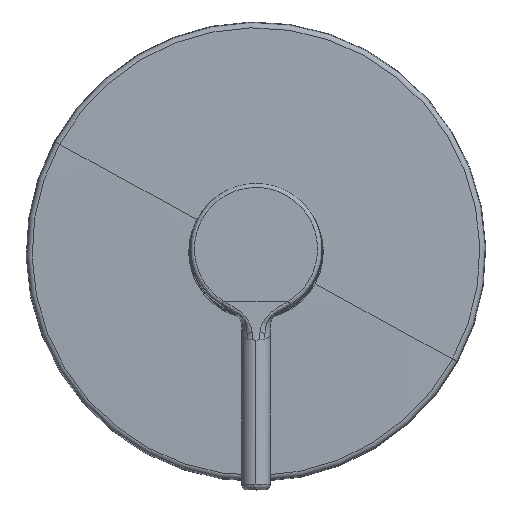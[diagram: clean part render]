
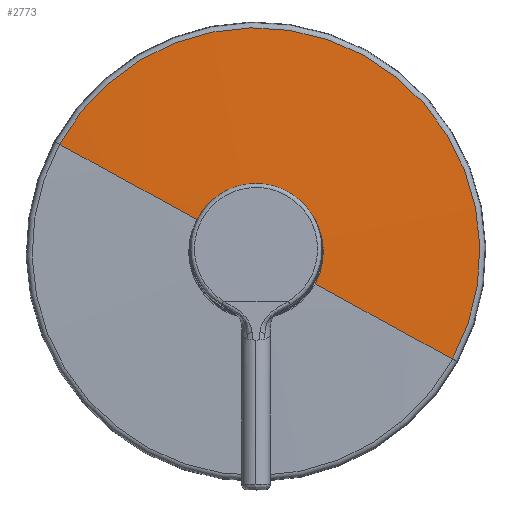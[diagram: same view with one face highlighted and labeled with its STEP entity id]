
A CAD part, top view. The second image highlights one B-rep face of the part: STEP entity #2773.
In plain terms, the highlighted spherical face has radius 1892 mm.
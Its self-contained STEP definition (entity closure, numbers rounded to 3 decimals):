
#96 = FACE_OUTER_BOUND ( 'NONE', #2166, .T. ) ;
#280 = DIRECTION ( 'NONE',  ( -0.878, 0.479, 0. ) ) ;
#327 = DIRECTION ( 'NONE',  ( -0.479, -0.878, 0. ) ) ;
#336 = AXIS2_PLACEMENT_3D ( 'NONE', #503, #786, #3439 ) ;
#337 = DIRECTION ( 'NONE',  ( 0.878, -0.479, 0. ) ) ;
#360 = EDGE_CURVE ( 'NONE', #3224, #592, #1168, .T. ) ;
#395 = DIRECTION ( 'NONE',  ( 0.878, -0.479, 0. ) ) ;
#503 = CARTESIAN_POINT ( 'NONE',  ( 0., 0., 12.186 ) ) ;
#515 = DIRECTION ( 'NONE',  ( 0.479, 0.878, 0. ) ) ;
#549 = CIRCLE ( 'NONE', #2350, 1892. ) ;
#592 = VERTEX_POINT ( 'NONE', #2787 ) ;
#628 = DIRECTION ( 'NONE',  ( -0.479, -0.878, 0. ) ) ;
#712 = CARTESIAN_POINT ( 'NONE',  ( -21.852, 11.938, 13.836 ) ) ;
#786 = DIRECTION ( 'NONE',  ( 0., 0., -1. ) ) ;
#884 = CARTESIAN_POINT ( 'NONE',  ( 0., 0., -1878. ) ) ;
#926 = VERTEX_POINT ( 'NONE', #3271 ) ;
#947 = EDGE_CURVE ( 'NONE', #926, #3224, #2038, .T. ) ;
#1168 = CIRCLE ( 'NONE', #1438, 1892. ) ;
#1409 = DIRECTION ( 'NONE',  ( 0., 0., 1. ) ) ;
#1438 = AXIS2_PLACEMENT_3D ( 'NONE', #1913, #327, #337 ) ;
#1570 = AXIS2_PLACEMENT_3D ( 'NONE', #3006, #1409, #2485 ) ;
#1913 = CARTESIAN_POINT ( 'NONE',  ( 0., 0., -1878. ) ) ;
#1971 = AXIS2_PLACEMENT_3D ( 'NONE', #884, #628, #395 ) ;
#2038 = CIRCLE ( 'NONE', #1570, 24.9 ) ;
#2042 = ORIENTED_EDGE ( 'NONE', *, *, #360, .F. ) ;
#2166 = EDGE_LOOP ( 'NONE', ( #2042, #3181, #2813, #3409 ) ) ;
#2205 = CIRCLE ( 'NONE', #336, 82.834 ) ;
#2287 = CARTESIAN_POINT ( 'NONE',  ( 72.693, -39.713, 12.186 ) ) ;
#2350 = AXIS2_PLACEMENT_3D ( 'NONE', #2899, #515, #280 ) ;
#2375 = VERTEX_POINT ( 'NONE', #2287 ) ;
#2462 = EDGE_CURVE ( 'NONE', #926, #2375, #549, .T. ) ;
#2485 = DIRECTION ( 'NONE',  ( 0., -1., 0. ) ) ;
#2601 = EDGE_CURVE ( 'NONE', #592, #2375, #2205, .T. ) ;
#2773 = ADVANCED_FACE ( 'NONE', ( #96 ), #3216, .T. ) ;
#2787 = CARTESIAN_POINT ( 'NONE',  ( -72.693, 39.713, 12.186 ) ) ;
#2813 = ORIENTED_EDGE ( 'NONE', *, *, #2462, .T. ) ;
#2899 = CARTESIAN_POINT ( 'NONE',  ( 0., 0., -1878. ) ) ;
#3006 = CARTESIAN_POINT ( 'NONE',  ( 0., 0., 13.836 ) ) ;
#3181 = ORIENTED_EDGE ( 'NONE', *, *, #947, .F. ) ;
#3216 = SPHERICAL_SURFACE ( 'NONE', #1971, 1892. ) ;
#3224 = VERTEX_POINT ( 'NONE', #712 ) ;
#3271 = CARTESIAN_POINT ( 'NONE',  ( 21.852, -11.938, 13.836 ) ) ;
#3409 = ORIENTED_EDGE ( 'NONE', *, *, #2601, .F. ) ;
#3439 = DIRECTION ( 'NONE',  ( 0., 1., 0. ) ) ;
